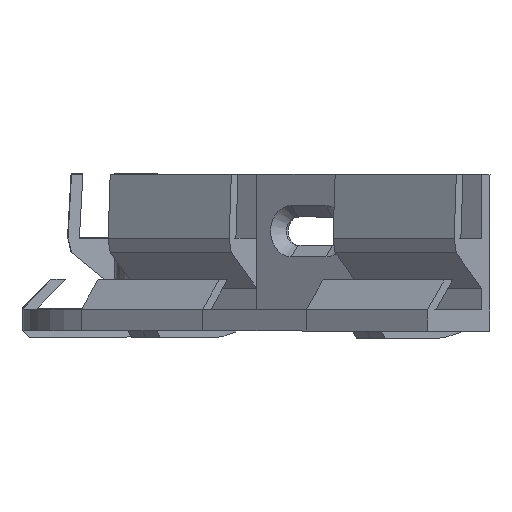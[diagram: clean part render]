
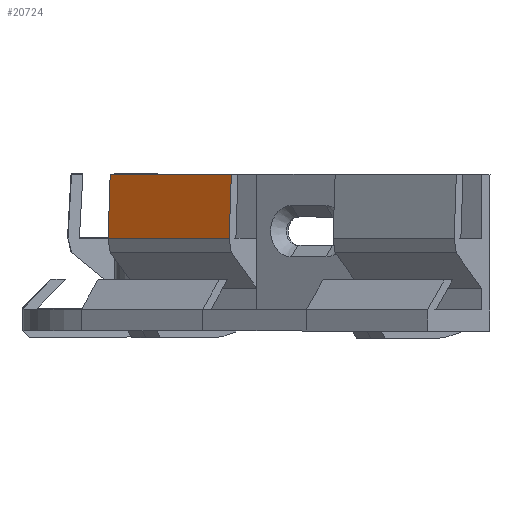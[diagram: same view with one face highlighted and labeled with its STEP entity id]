
A CAD part, left-side view. The second image highlights one B-rep face of the part: STEP entity #20724.
In plain terms, the highlighted face is planar.
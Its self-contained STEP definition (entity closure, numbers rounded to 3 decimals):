
#18829 = PLANE('',#18830);
#18830 = AXIS2_PLACEMENT_3D('',#18831,#18832,#18833);
#18831 = CARTESIAN_POINT('',(-10.5,5.766,9.503));
#18832 = DIRECTION('',(-1.,0.,0.));
#18833 = DIRECTION('',(0.,0.,1.));
#19263 = PLANE('',#19264);
#19264 = AXIS2_PLACEMENT_3D('',#19265,#19266,#19267);
#19265 = CARTESIAN_POINT('',(10.5,5.766,9.503));
#19266 = DIRECTION('',(-1.,0.,0.));
#19267 = DIRECTION('',(0.,0.,1.));
#19523 = VERTEX_POINT('',#19524);
#19524 = CARTESIAN_POINT('',(-10.5,8.1,22.));
#19538 = PLANE('',#19539);
#19539 = AXIS2_PLACEMENT_3D('',#19540,#19541,#19542);
#19540 = CARTESIAN_POINT('',(0.,6.5,22.));
#19541 = DIRECTION('',(0.,0.,-1.));
#19542 = DIRECTION('',(0.,1.,0.));
#19550 = EDGE_CURVE('',#19523,#19551,#19553,.T.);
#19551 = VERTEX_POINT('',#19552);
#19552 = CARTESIAN_POINT('',(-10.5,8.6,13.));
#19553 = SURFACE_CURVE('',#19554,(#19558,#19565),.PCURVE_S1.);
#19554 = LINE('',#19555,#19556);
#19555 = CARTESIAN_POINT('',(-10.5,8.1,22.));
#19556 = VECTOR('',#19557,1.);
#19557 = DIRECTION('',(0.,0.055,-0.998));
#19558 = PCURVE('',#18829,#19559);
#19559 = DEFINITIONAL_REPRESENTATION('',(#19560),#19564);
#19560 = LINE('',#19561,#19562);
#19561 = CARTESIAN_POINT('',(12.497,2.334));
#19562 = VECTOR('',#19563,1.);
#19563 = DIRECTION('',(-0.998,0.055));
#19564 = ( GEOMETRIC_REPRESENTATION_CONTEXT(2) 
PARAMETRIC_REPRESENTATION_CONTEXT() REPRESENTATION_CONTEXT('2D SPACE',''
  ) );
#19565 = PCURVE('',#19566,#19571);
#19566 = PLANE('',#19567);
#19567 = AXIS2_PLACEMENT_3D('',#19568,#19569,#19570);
#19568 = CARTESIAN_POINT('',(0.,8.1,22.));
#19569 = DIRECTION('',(-0.,-0.998,-0.055));
#19570 = DIRECTION('',(0.,0.055,-0.998));
#19571 = DEFINITIONAL_REPRESENTATION('',(#19572),#19576);
#19572 = LINE('',#19573,#19574);
#19573 = CARTESIAN_POINT('',(0.,-10.5));
#19574 = VECTOR('',#19575,1.);
#19575 = DIRECTION('',(1.,0.));
#19576 = ( GEOMETRIC_REPRESENTATION_CONTEXT(2) 
PARAMETRIC_REPRESENTATION_CONTEXT() REPRESENTATION_CONTEXT('2D SPACE',''
  ) );
#19594 = PLANE('',#19595);
#19595 = AXIS2_PLACEMENT_3D('',#19596,#19597,#19598);
#19596 = CARTESIAN_POINT('',(0.,8.6,13.));
#19597 = DIRECTION('',(0.,-0.97,0.243));
#19598 = DIRECTION('',(-0.,-0.243,-0.97));
#20369 = VERTEX_POINT('',#20370);
#20370 = CARTESIAN_POINT('',(10.5,8.1,22.));
#20391 = EDGE_CURVE('',#20369,#20392,#20394,.T.);
#20392 = VERTEX_POINT('',#20393);
#20393 = CARTESIAN_POINT('',(10.5,8.6,13.));
#20394 = SURFACE_CURVE('',#20395,(#20399,#20406),.PCURVE_S1.);
#20395 = LINE('',#20396,#20397);
#20396 = CARTESIAN_POINT('',(10.5,8.1,22.));
#20397 = VECTOR('',#20398,1.);
#20398 = DIRECTION('',(0.,0.055,-0.998));
#20399 = PCURVE('',#19263,#20400);
#20400 = DEFINITIONAL_REPRESENTATION('',(#20401),#20405);
#20401 = LINE('',#20402,#20403);
#20402 = CARTESIAN_POINT('',(12.497,2.334));
#20403 = VECTOR('',#20404,1.);
#20404 = DIRECTION('',(-0.998,0.055));
#20405 = ( GEOMETRIC_REPRESENTATION_CONTEXT(2) 
PARAMETRIC_REPRESENTATION_CONTEXT() REPRESENTATION_CONTEXT('2D SPACE',''
  ) );
#20406 = PCURVE('',#19566,#20407);
#20407 = DEFINITIONAL_REPRESENTATION('',(#20408),#20412);
#20408 = LINE('',#20409,#20410);
#20409 = CARTESIAN_POINT('',(0.,10.5));
#20410 = VECTOR('',#20411,1.);
#20411 = DIRECTION('',(1.,0.));
#20412 = ( GEOMETRIC_REPRESENTATION_CONTEXT(2) 
PARAMETRIC_REPRESENTATION_CONTEXT() REPRESENTATION_CONTEXT('2D SPACE',''
  ) );
#20702 = EDGE_CURVE('',#20369,#19523,#20703,.T.);
#20703 = SURFACE_CURVE('',#20704,(#20708,#20715),.PCURVE_S1.);
#20704 = LINE('',#20705,#20706);
#20705 = CARTESIAN_POINT('',(10.5,8.1,22.));
#20706 = VECTOR('',#20707,1.);
#20707 = DIRECTION('',(-1.,0.,0.));
#20708 = PCURVE('',#19538,#20709);
#20709 = DEFINITIONAL_REPRESENTATION('',(#20710),#20714);
#20710 = LINE('',#20711,#20712);
#20711 = CARTESIAN_POINT('',(1.6,10.5));
#20712 = VECTOR('',#20713,1.);
#20713 = DIRECTION('',(0.,-1.));
#20714 = ( GEOMETRIC_REPRESENTATION_CONTEXT(2) 
PARAMETRIC_REPRESENTATION_CONTEXT() REPRESENTATION_CONTEXT('2D SPACE',''
  ) );
#20715 = PCURVE('',#19566,#20716);
#20716 = DEFINITIONAL_REPRESENTATION('',(#20717),#20721);
#20717 = LINE('',#20718,#20719);
#20718 = CARTESIAN_POINT('',(0.,10.5));
#20719 = VECTOR('',#20720,1.);
#20720 = DIRECTION('',(0.,-1.));
#20721 = ( GEOMETRIC_REPRESENTATION_CONTEXT(2) 
PARAMETRIC_REPRESENTATION_CONTEXT() REPRESENTATION_CONTEXT('2D SPACE',''
  ) );
#20724 = ADVANCED_FACE('',(#20725),#19566,.F.);
#20725 = FACE_BOUND('',#20726,.F.);
#20726 = EDGE_LOOP('',(#20727,#20728,#20749,#20750));
#20727 = ORIENTED_EDGE('',*,*,#19550,.T.);
#20728 = ORIENTED_EDGE('',*,*,#20729,.F.);
#20729 = EDGE_CURVE('',#20392,#19551,#20730,.T.);
#20730 = SURFACE_CURVE('',#20731,(#20735,#20742),.PCURVE_S1.);
#20731 = LINE('',#20732,#20733);
#20732 = CARTESIAN_POINT('',(10.5,8.6,13.));
#20733 = VECTOR('',#20734,1.);
#20734 = DIRECTION('',(-1.,0.,0.));
#20735 = PCURVE('',#19566,#20736);
#20736 = DEFINITIONAL_REPRESENTATION('',(#20737),#20741);
#20737 = LINE('',#20738,#20739);
#20738 = CARTESIAN_POINT('',(9.014,10.5));
#20739 = VECTOR('',#20740,1.);
#20740 = DIRECTION('',(0.,-1.));
#20741 = ( GEOMETRIC_REPRESENTATION_CONTEXT(2) 
PARAMETRIC_REPRESENTATION_CONTEXT() REPRESENTATION_CONTEXT('2D SPACE',''
  ) );
#20742 = PCURVE('',#19594,#20743);
#20743 = DEFINITIONAL_REPRESENTATION('',(#20744),#20748);
#20744 = LINE('',#20745,#20746);
#20745 = CARTESIAN_POINT('',(-0.,10.5));
#20746 = VECTOR('',#20747,1.);
#20747 = DIRECTION('',(0.,-1.));
#20748 = ( GEOMETRIC_REPRESENTATION_CONTEXT(2) 
PARAMETRIC_REPRESENTATION_CONTEXT() REPRESENTATION_CONTEXT('2D SPACE',''
  ) );
#20749 = ORIENTED_EDGE('',*,*,#20391,.F.);
#20750 = ORIENTED_EDGE('',*,*,#20702,.T.);
